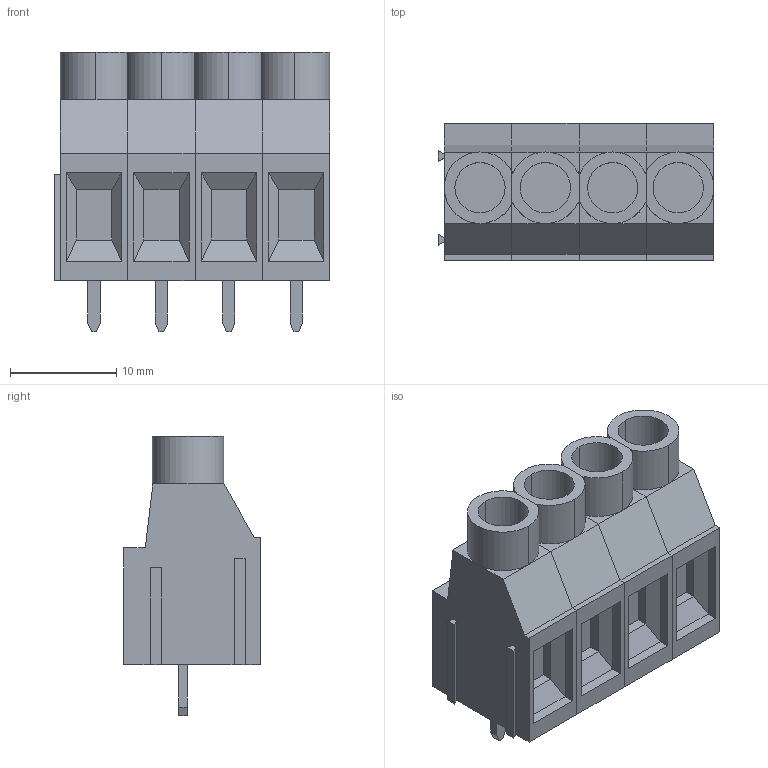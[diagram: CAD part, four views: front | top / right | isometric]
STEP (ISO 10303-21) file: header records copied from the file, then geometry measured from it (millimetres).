
FILE_DESCRIPTION(('STEP AP214'),'1');
FILE_NAME('kf635 4pin.stp','2024-07-16T08:12:30',(' '),(' '),'Spatial InterOp 3D',' ',' ');
FILE_SCHEMA(('AUTOMOTIVE_DESIGN { 1 0 10303 214 1 1 1 1 }'));
Length unit declared in the file: metre
Products named in the file (4): kf635 4pin; pin; body
Assembly tree (3 placements, depth 2):
  kf635 4pin
    kf635 4pin
    pin
    body
Bounding box: 25.98 x 12.9 x 26.3 mm (x, y, z)
Volume: 4930.7 mm3; surface area: 4030.9 mm2
Topology: 8 solids, 9 shells, 195 faces, 465 edges, 295 vertices
Faces by surface type: plane 165, cylinder 30
Entity records: 5666 total; most frequent: CARTESIAN_POINT 959, DIRECTION 926, ORIENTED_EDGE 926, EDGE_CURVE 465, LINE 402, VECTOR 402, VERTEX_POINT 295, AXIS2_PLACEMENT_3D 262
